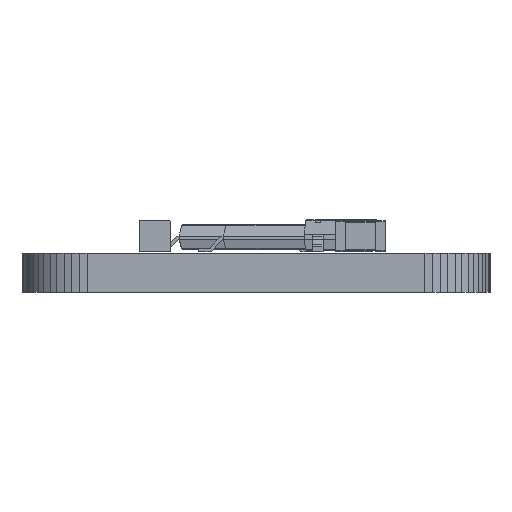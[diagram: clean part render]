
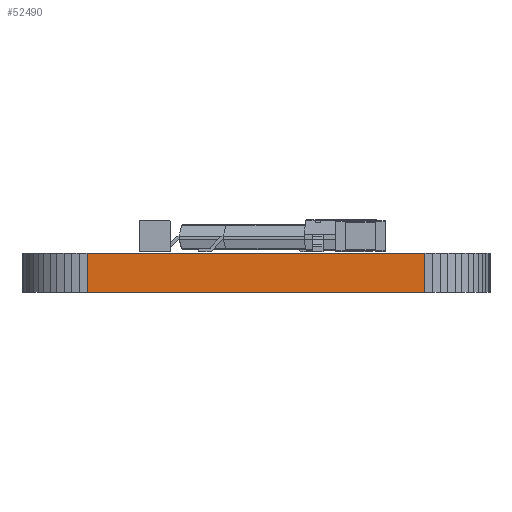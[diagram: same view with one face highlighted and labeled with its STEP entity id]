
A CAD part, front view. The second image highlights one B-rep face of the part: STEP entity #52490.
In plain terms, the highlighted planar face has unit normal (0, -1, 0).
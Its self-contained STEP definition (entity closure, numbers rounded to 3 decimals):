
#43219 = PLANE('',#43220);
#43220 = AXIS2_PLACEMENT_3D('',#43221,#43222,#43223);
#43221 = CARTESIAN_POINT('',(7.62,-39.167,1.58));
#43222 = DIRECTION('',(-0.,-0.,-1.));
#43223 = DIRECTION('',(-1.,0.,0.));
#43273 = PLANE('',#43274);
#43274 = AXIS2_PLACEMENT_3D('',#43275,#43276,#43277);
#43275 = CARTESIAN_POINT('',(7.62,-39.167,0.));
#43276 = DIRECTION('',(-0.,-0.,-1.));
#43277 = DIRECTION('',(-1.,0.,0.));
#44110 = VERTEX_POINT('',#44111);
#44111 = CARTESIAN_POINT('',(14.404,-81.354,0.));
#44125 = PLANE('',#44126);
#44126 = AXIS2_PLACEMENT_3D('',#44127,#44128,#44129);
#44127 = CARTESIAN_POINT('',(14.719,-81.335,0.));
#44128 = DIRECTION('',(0.06,-0.998,0.));
#44129 = DIRECTION('',(-0.998,-0.06,0.));
#44137 = EDGE_CURVE('',#44110,#44138,#44140,.T.);
#44138 = VERTEX_POINT('',#44139);
#44139 = CARTESIAN_POINT('',(0.836,-81.354,0.));
#44140 = SURFACE_CURVE('',#44141,(#44145,#44152),.PCURVE_S1.);
#44141 = LINE('',#44142,#44143);
#44142 = CARTESIAN_POINT('',(14.404,-81.354,0.));
#44143 = VECTOR('',#44144,1.);
#44144 = DIRECTION('',(-1.,0.,0.));
#44145 = PCURVE('',#43273,#44146);
#44146 = DEFINITIONAL_REPRESENTATION('',(#44147),#44151);
#44147 = LINE('',#44148,#44149);
#44148 = CARTESIAN_POINT('',(-6.784,-42.187));
#44149 = VECTOR('',#44150,1.);
#44150 = DIRECTION('',(1.,0.));
#44151 = ( GEOMETRIC_REPRESENTATION_CONTEXT(2) 
PARAMETRIC_REPRESENTATION_CONTEXT() REPRESENTATION_CONTEXT('2D SPACE',''
  ) );
#44152 = PCURVE('',#44153,#44158);
#44153 = PLANE('',#44154);
#44154 = AXIS2_PLACEMENT_3D('',#44155,#44156,#44157);
#44155 = CARTESIAN_POINT('',(14.404,-81.354,0.));
#44156 = DIRECTION('',(0.,-1.,0.));
#44157 = DIRECTION('',(-1.,0.,0.));
#44158 = DEFINITIONAL_REPRESENTATION('',(#44159),#44163);
#44159 = LINE('',#44160,#44161);
#44160 = CARTESIAN_POINT('',(0.,0.));
#44161 = VECTOR('',#44162,1.);
#44162 = DIRECTION('',(1.,0.));
#44163 = ( GEOMETRIC_REPRESENTATION_CONTEXT(2) 
PARAMETRIC_REPRESENTATION_CONTEXT() REPRESENTATION_CONTEXT('2D SPACE',''
  ) );
#44181 = PLANE('',#44182);
#44182 = AXIS2_PLACEMENT_3D('',#44183,#44184,#44185);
#44183 = CARTESIAN_POINT('',(0.836,-81.354,0.));
#44184 = DIRECTION('',(-0.06,-0.998,0.));
#44185 = DIRECTION('',(-0.998,0.06,0.));
#48161 = VERTEX_POINT('',#48162);
#48162 = CARTESIAN_POINT('',(14.404,-81.354,1.58));
#48183 = EDGE_CURVE('',#48161,#48184,#48186,.T.);
#48184 = VERTEX_POINT('',#48185);
#48185 = CARTESIAN_POINT('',(0.836,-81.354,1.58));
#48186 = SURFACE_CURVE('',#48187,(#48191,#48198),.PCURVE_S1.);
#48187 = LINE('',#48188,#48189);
#48188 = CARTESIAN_POINT('',(14.404,-81.354,1.58));
#48189 = VECTOR('',#48190,1.);
#48190 = DIRECTION('',(-1.,0.,0.));
#48191 = PCURVE('',#43219,#48192);
#48192 = DEFINITIONAL_REPRESENTATION('',(#48193),#48197);
#48193 = LINE('',#48194,#48195);
#48194 = CARTESIAN_POINT('',(-6.784,-42.187));
#48195 = VECTOR('',#48196,1.);
#48196 = DIRECTION('',(1.,0.));
#48197 = ( GEOMETRIC_REPRESENTATION_CONTEXT(2) 
PARAMETRIC_REPRESENTATION_CONTEXT() REPRESENTATION_CONTEXT('2D SPACE',''
  ) );
#48198 = PCURVE('',#44153,#48199);
#48199 = DEFINITIONAL_REPRESENTATION('',(#48200),#48204);
#48200 = LINE('',#48201,#48202);
#48201 = CARTESIAN_POINT('',(0.,-1.58));
#48202 = VECTOR('',#48203,1.);
#48203 = DIRECTION('',(1.,0.));
#48204 = ( GEOMETRIC_REPRESENTATION_CONTEXT(2) 
PARAMETRIC_REPRESENTATION_CONTEXT() REPRESENTATION_CONTEXT('2D SPACE',''
  ) );
#52442 = EDGE_CURVE('',#44110,#48161,#52443,.T.);
#52443 = SURFACE_CURVE('',#52444,(#52448,#52455),.PCURVE_S1.);
#52444 = LINE('',#52445,#52446);
#52445 = CARTESIAN_POINT('',(14.404,-81.354,0.));
#52446 = VECTOR('',#52447,1.);
#52447 = DIRECTION('',(0.,0.,1.));
#52448 = PCURVE('',#44125,#52449);
#52449 = DEFINITIONAL_REPRESENTATION('',(#52450),#52454);
#52450 = LINE('',#52451,#52452);
#52451 = CARTESIAN_POINT('',(0.316,0.));
#52452 = VECTOR('',#52453,1.);
#52453 = DIRECTION('',(0.,-1.));
#52454 = ( GEOMETRIC_REPRESENTATION_CONTEXT(2) 
PARAMETRIC_REPRESENTATION_CONTEXT() REPRESENTATION_CONTEXT('2D SPACE',''
  ) );
#52455 = PCURVE('',#44153,#52456);
#52456 = DEFINITIONAL_REPRESENTATION('',(#52457),#52461);
#52457 = LINE('',#52458,#52459);
#52458 = CARTESIAN_POINT('',(0.,0.));
#52459 = VECTOR('',#52460,1.);
#52460 = DIRECTION('',(0.,-1.));
#52461 = ( GEOMETRIC_REPRESENTATION_CONTEXT(2) 
PARAMETRIC_REPRESENTATION_CONTEXT() REPRESENTATION_CONTEXT('2D SPACE',''
  ) );
#52490 = ADVANCED_FACE('',(#52491),#44153,.T.);
#52491 = FACE_BOUND('',#52492,.T.);
#52492 = EDGE_LOOP('',(#52493,#52494,#52495,#52516));
#52493 = ORIENTED_EDGE('',*,*,#52442,.T.);
#52494 = ORIENTED_EDGE('',*,*,#48183,.T.);
#52495 = ORIENTED_EDGE('',*,*,#52496,.F.);
#52496 = EDGE_CURVE('',#44138,#48184,#52497,.T.);
#52497 = SURFACE_CURVE('',#52498,(#52502,#52509),.PCURVE_S1.);
#52498 = LINE('',#52499,#52500);
#52499 = CARTESIAN_POINT('',(0.836,-81.354,0.));
#52500 = VECTOR('',#52501,1.);
#52501 = DIRECTION('',(0.,0.,1.));
#52502 = PCURVE('',#44153,#52503);
#52503 = DEFINITIONAL_REPRESENTATION('',(#52504),#52508);
#52504 = LINE('',#52505,#52506);
#52505 = CARTESIAN_POINT('',(13.569,0.));
#52506 = VECTOR('',#52507,1.);
#52507 = DIRECTION('',(0.,-1.));
#52508 = ( GEOMETRIC_REPRESENTATION_CONTEXT(2) 
PARAMETRIC_REPRESENTATION_CONTEXT() REPRESENTATION_CONTEXT('2D SPACE',''
  ) );
#52509 = PCURVE('',#44181,#52510);
#52510 = DEFINITIONAL_REPRESENTATION('',(#52511),#52515);
#52511 = LINE('',#52512,#52513);
#52512 = CARTESIAN_POINT('',(0.,0.));
#52513 = VECTOR('',#52514,1.);
#52514 = DIRECTION('',(0.,-1.));
#52515 = ( GEOMETRIC_REPRESENTATION_CONTEXT(2) 
PARAMETRIC_REPRESENTATION_CONTEXT() REPRESENTATION_CONTEXT('2D SPACE',''
  ) );
#52516 = ORIENTED_EDGE('',*,*,#44137,.F.);
